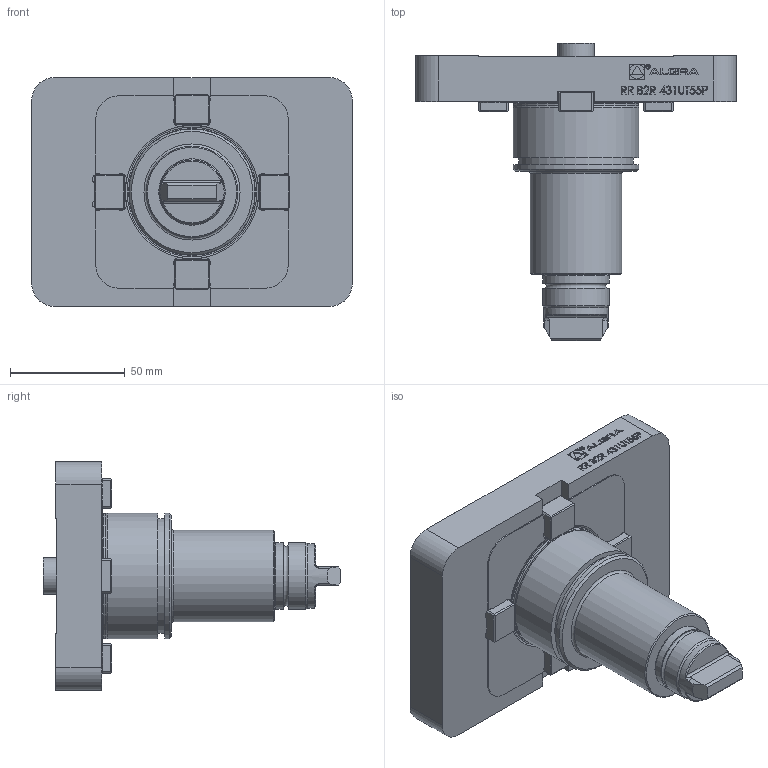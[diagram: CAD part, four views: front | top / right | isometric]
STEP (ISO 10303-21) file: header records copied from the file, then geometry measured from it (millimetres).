
FILE_DESCRIPTION (( 'STEP AP214' ), '1' );
FILE_NAME ('RRB2R431UT55P.STEP', '2025-11-13T08:39:42', ( '' ), ( '' ), 'SwSTEP 2.0', 'SolidWorks 2023', '' );
FILE_SCHEMA (( 'AUTOMOTIVE_DESIGN' ));
Length unit declared in the file: millimetre
Products named in the file (1): RRB2R431UT55P
Bounding box: 140 x 130 x 100 mm (x, y, z)
Volume: 422580.5 mm3; surface area: 53368.4 mm2
Topology: 1 solids, 1 shells, 514 faces, 1404 edges, 929 vertices
Faces by surface type: plane 334, cylinder 86, bspline 82, cone 8, torus 4
Full cylindrical faces by diameter (mm): 1.7 x1, 2.1 x1, 6.366 x1, 16 x1, 28 x1, 29 x2, 40 x1, 50.2 x1, 54.6 x1, 55 x2
Entity records: 24363 total; most frequent: CARTESIAN_POINT 8704, ORIENTED_EDGE 2756, DIRECTION 2168, EDGE_CURVE 1378, VECTOR 974, LINE 974, VERTEX_POINT 925, AXIS2_PLACEMENT_3D 597
